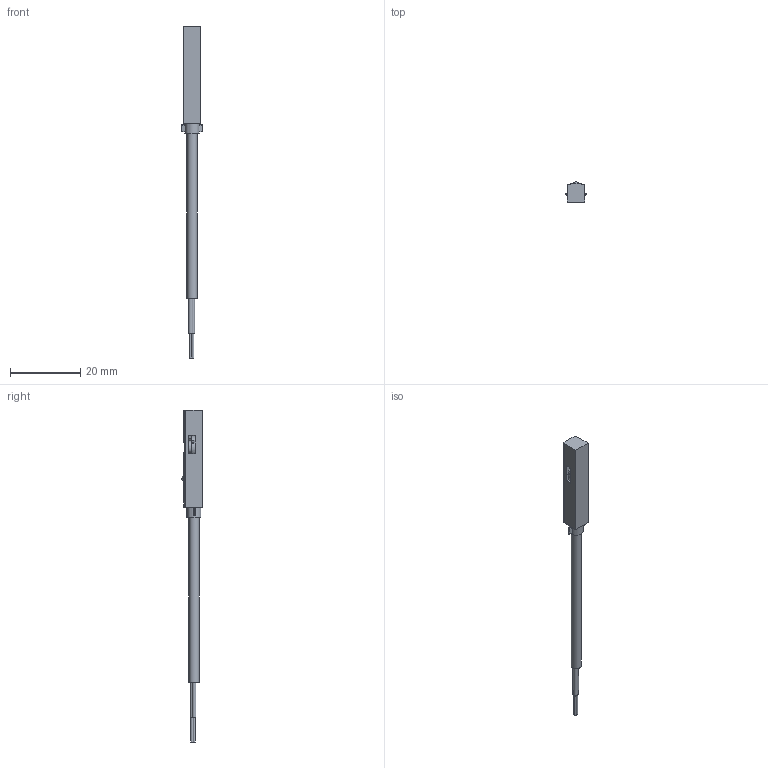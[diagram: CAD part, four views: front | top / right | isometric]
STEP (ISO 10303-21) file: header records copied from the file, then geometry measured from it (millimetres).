
FILE_DESCRIPTION(/* description */ ('STEP AP214'),/* implementation_level */ '2;1');
FILE_NAME(/* name */ '8059121_SDBT-MSX-1L-PU-E-2_5-N-LE',/* time_stamp */ '2024-09-11T12:12:36+02:00',/* author */ ('License CC BY-ND 4.0'),/* organization */ ('CADENAS'),/* preprocessor_version */ 'ST-DEVELOPER v19.3',/* originating_system */ 'PARTsolutions',/* authorisation */ ' ');
FILE_SCHEMA (('AUTOMOTIVE_DESIGN {1 0 10303 214 3 1 1}'));
Length unit declared in the file: millimetre
Products named in the file (2): 8059121 SDBT-MSX-1L-PU-E-2.5-N-LE; 8082090 SDBT-MSX-1L-PU-E-2.5-N-LE---(part)
Assembly tree (1 placements, depth 2):
  8059121 SDBT-MSX-1L-PU-E-2.5-N-LE
    8082090 SDBT-MSX-1L-PU-E-2.5-N-LE---(part)
Bounding box: 6.1 x 5.8 x 94.7 mm (x, y, z)
Volume: 1065 mm3; surface area: 1297.2 mm2
Topology: 1 solids, 2 shells, 134 faces, 332 edges, 212 vertices
Faces by surface type: plane 61, cylinder 56, torus 11, cone 4, sphere 1, bspline 1
Full cylindrical faces by diameter (mm): 0.6 x3, 1.5 x1, 2.4 x1, 2.7 x1, 2.9 x1, 3 x1, 3.5 x3, 3.55 x1, 4 x1
Entity records: 4849 total; most frequent: CARTESIAN_POINT 768, DIRECTION 677, ORIENTED_EDGE 594, EDGE_CURVE 297, AXIS2_PLACEMENT_3D 263, VERTEX_POINT 201, FACE_BOUND 174, EDGE_LOOP 173
